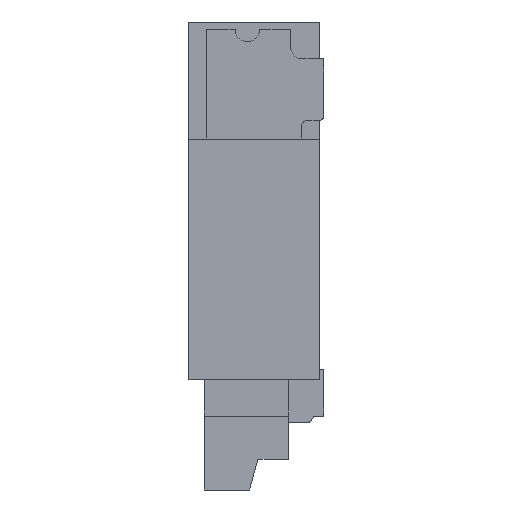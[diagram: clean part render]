
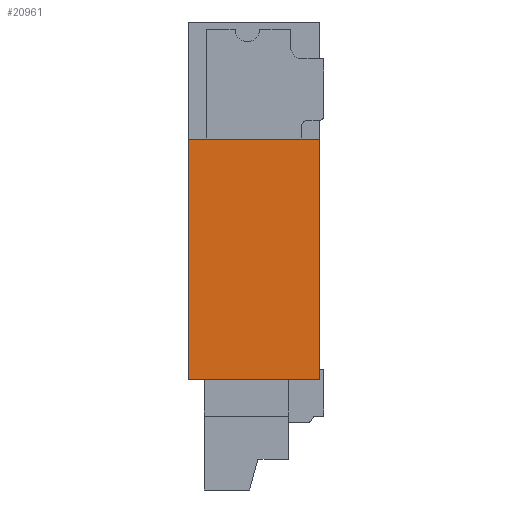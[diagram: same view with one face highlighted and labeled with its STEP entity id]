
A CAD part, left-side view. The second image highlights one B-rep face of the part: STEP entity #20961.
In plain terms, the highlighted planar face has unit normal (-1, 0, 0).
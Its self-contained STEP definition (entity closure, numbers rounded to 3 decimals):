
#466 = EDGE_CURVE ( 'NONE', #8281, #2373, #3701, .T. ) ;
#2008 = LINE ( 'NONE', #17879, #19977 ) ;
#2373 = VERTEX_POINT ( 'NONE', #2851 ) ;
#2832 = CARTESIAN_POINT ( 'NONE',  ( -3.5, 0.035, 0.95 ) ) ;
#2851 = CARTESIAN_POINT ( 'NONE',  ( -3.5, 0.035, -1. ) ) ;
#3683 = PLANE ( 'NONE',  #17598 ) ;
#3701 = LINE ( 'NONE', #11468, #17142 ) ;
#4384 = CARTESIAN_POINT ( 'NONE',  ( -3.5, 1.1, -1. ) ) ;
#4409 = CARTESIAN_POINT ( 'NONE',  ( -3.5, 1., 0.95 ) ) ;
#6223 = EDGE_CURVE ( 'NONE', #20286, #2373, #10793, .T. ) ;
#6716 = CARTESIAN_POINT ( 'NONE',  ( -3.5, 0.035, 0.95 ) ) ;
#7791 = ORIENTED_EDGE ( 'NONE', *, *, #24034, .F. ) ;
#7969 = ORIENTED_EDGE ( 'NONE', *, *, #6223, .F. ) ;
#7999 = DIRECTION ( 'NONE',  ( 1., 0., 0. ) ) ;
#8281 = VERTEX_POINT ( 'NONE', #4384 ) ;
#9303 = EDGE_CURVE ( 'NONE', #8281, #19111, #2008, .T. ) ;
#10387 = DIRECTION ( 'NONE',  ( 0., -1., 0. ) ) ;
#10793 = LINE ( 'NONE', #6716, #16247 ) ;
#11468 = CARTESIAN_POINT ( 'NONE',  ( -3.5, 1., -1. ) ) ;
#11903 = ORIENTED_EDGE ( 'NONE', *, *, #466, .T. ) ;
#12055 = LINE ( 'NONE', #4409, #15697 ) ;
#12257 = CARTESIAN_POINT ( 'NONE',  ( -3.5, 1.1, 0.95 ) ) ;
#14532 = ORIENTED_EDGE ( 'NONE', *, *, #9303, .F. ) ;
#15697 = VECTOR ( 'NONE', #10387, 1000. ) ;
#16247 = VECTOR ( 'NONE', #22210, 1000. ) ;
#17142 = VECTOR ( 'NONE', #19332, 1000. ) ;
#17163 = CARTESIAN_POINT ( 'NONE',  ( -3.5, 1., 0.95 ) ) ;
#17598 = AXIS2_PLACEMENT_3D ( 'NONE', #17163, #7999, #23001 ) ;
#17867 = EDGE_LOOP ( 'NONE', ( #7969, #7791, #14532, #11903 ) ) ;
#17879 = CARTESIAN_POINT ( 'NONE',  ( -3.5, 1.1, -1. ) ) ;
#18010 = DIRECTION ( 'NONE',  ( 0., 0., 1. ) ) ;
#19111 = VERTEX_POINT ( 'NONE', #12257 ) ;
#19332 = DIRECTION ( 'NONE',  ( 0., -1., 0. ) ) ;
#19977 = VECTOR ( 'NONE', #18010, 1000. ) ;
#20286 = VERTEX_POINT ( 'NONE', #2832 ) ;
#20961 = ADVANCED_FACE ( 'NONE', ( #23481 ), #3683, .F. ) ;
#22210 = DIRECTION ( 'NONE',  ( 0., 0., -1. ) ) ;
#23001 = DIRECTION ( 'NONE',  ( 0., 0., 1. ) ) ;
#23481 = FACE_OUTER_BOUND ( 'NONE', #17867, .T. ) ;
#24034 = EDGE_CURVE ( 'NONE', #19111, #20286, #12055, .T. ) ;
